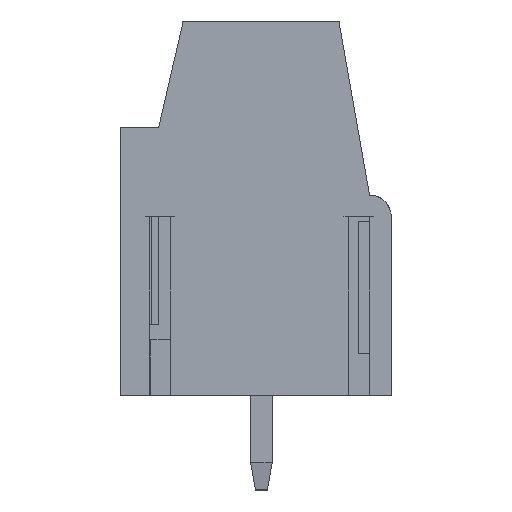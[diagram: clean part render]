
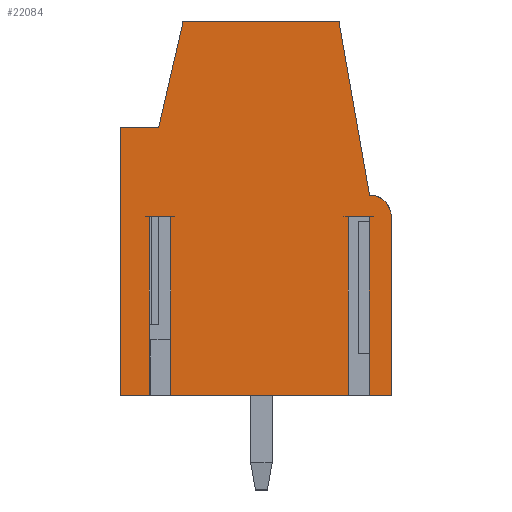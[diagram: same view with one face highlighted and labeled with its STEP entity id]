
A CAD part, left-side view. The second image highlights one B-rep face of the part: STEP entity #22084.
In plain terms, the highlighted planar face has unit normal (-1, 0, 0).
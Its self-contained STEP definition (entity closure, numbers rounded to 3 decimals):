
#22021=AXIS2_PLACEMENT_3D('Plane Axis2P3D',#22018,#22019,#22020) ;
#20996=CARTESIAN_POINT('Vertex',(0.,0.,3.5)) ;
#20999=CARTESIAN_POINT('Line Origine',(0.,0.405,3.5)) ;
#21003=CARTESIAN_POINT('Vertex',(0.,0.81,3.5)) ;
#21024=CARTESIAN_POINT('Vertex',(0.,1.59,3.5)) ;
#21027=CARTESIAN_POINT('Line Origine',(0.,4.875,3.5)) ;
#21031=CARTESIAN_POINT('Vertex',(0.,8.16,3.5)) ;
#21052=CARTESIAN_POINT('Vertex',(0.,8.94,3.5)) ;
#21055=CARTESIAN_POINT('Line Origine',(0.,9.47,3.5)) ;
#21059=CARTESIAN_POINT('Vertex',(0.,10.,3.5)) ;
#21503=CARTESIAN_POINT('Line Origine',(0.,10.,8.45)) ;
#21507=CARTESIAN_POINT('Vertex',(0.,10.,13.4)) ;
#21654=CARTESIAN_POINT('Vertex',(0.,8.6,13.4)) ;
#21657=CARTESIAN_POINT('Line Origine',(0.,8.15,15.35)) ;
#21661=CARTESIAN_POINT('Vertex',(0.,7.7,17.3)) ;
#21692=CARTESIAN_POINT('Line Origine',(0.,4.814,17.3)) ;
#21696=CARTESIAN_POINT('Vertex',(0.,1.928,17.3)) ;
#21759=CARTESIAN_POINT('Line Origine',(0.,1.364,14.1)) ;
#21763=CARTESIAN_POINT('Vertex',(0.,0.8,10.9)) ;
#21791=CARTESIAN_POINT('Control Point',(0.,0.,10.1)) ;
#21792=CARTESIAN_POINT('Control Point',(0.,0.,10.414)) ;
#21793=CARTESIAN_POINT('Control Point',(0.,0.168,10.732)) ;
#21794=CARTESIAN_POINT('Control Point',(0.,0.486,10.9)) ;
#21795=CARTESIAN_POINT('Control Point',(0.,0.8,10.9)) ;
#21796=CARTESIAN_POINT('Vertex',(0.,0.,10.1)) ;
#21825=CARTESIAN_POINT('Line Origine',(0.,0.,6.8)) ;
#22018=CARTESIAN_POINT('Axis2P3D Location',(0.,10.,0.3)) ;
#22023=CARTESIAN_POINT('Line Origine',(0.,1.59,6.8)) ;
#22027=CARTESIAN_POINT('Vertex',(0.,1.59,10.1)) ;
#22030=CARTESIAN_POINT('Line Origine',(0.,1.2,10.1)) ;
#22034=CARTESIAN_POINT('Vertex',(0.,0.81,10.1)) ;
#22037=CARTESIAN_POINT('Line Origine',(0.,0.81,6.8)) ;
#22042=CARTESIAN_POINT('Line Origine',(0.,9.3,13.4)) ;
#22047=CARTESIAN_POINT('Line Origine',(0.,8.94,6.8)) ;
#22051=CARTESIAN_POINT('Vertex',(0.,8.94,10.1)) ;
#22054=CARTESIAN_POINT('Line Origine',(0.,8.55,10.1)) ;
#22058=CARTESIAN_POINT('Vertex',(0.,8.16,10.1)) ;
#22061=CARTESIAN_POINT('Line Origine',(0.,8.16,6.8)) ;
#21000=DIRECTION('Vector Direction',(0.,-1.,0.)) ;
#21028=DIRECTION('Vector Direction',(0.,-1.,0.)) ;
#21056=DIRECTION('Vector Direction',(0.,-1.,0.)) ;
#21504=DIRECTION('Vector Direction',(0.,0.,-1.)) ;
#21658=DIRECTION('Vector Direction',(0.,0.225,-0.974)) ;
#21693=DIRECTION('Vector Direction',(0.,1.,0.)) ;
#21760=DIRECTION('Vector Direction',(0.,0.174,0.985)) ;
#21826=DIRECTION('Vector Direction',(0.,0.,1.)) ;
#22019=DIRECTION('Axis2P3D Direction',(-1.,0.,0.)) ;
#22020=DIRECTION('Axis2P3D XDirection',(0.,1.,0.)) ;
#22024=DIRECTION('Vector Direction',(0.,0.,1.)) ;
#22031=DIRECTION('Vector Direction',(0.,1.,0.)) ;
#22038=DIRECTION('Vector Direction',(0.,0.,1.)) ;
#22043=DIRECTION('Vector Direction',(0.,1.,0.)) ;
#22048=DIRECTION('Vector Direction',(0.,0.,1.)) ;
#22055=DIRECTION('Vector Direction',(0.,1.,0.)) ;
#22062=DIRECTION('Vector Direction',(0.,0.,1.)) ;
#21001=VECTOR('Line Direction',#21000,1.) ;
#21029=VECTOR('Line Direction',#21028,1.) ;
#21057=VECTOR('Line Direction',#21056,1.) ;
#21505=VECTOR('Line Direction',#21504,1.) ;
#21659=VECTOR('Line Direction',#21658,1.) ;
#21694=VECTOR('Line Direction',#21693,1.) ;
#21761=VECTOR('Line Direction',#21760,1.) ;
#21827=VECTOR('Line Direction',#21826,1.) ;
#22025=VECTOR('Line Direction',#22024,1.) ;
#22032=VECTOR('Line Direction',#22031,1.) ;
#22039=VECTOR('Line Direction',#22038,1.) ;
#22044=VECTOR('Line Direction',#22043,1.) ;
#22049=VECTOR('Line Direction',#22048,1.) ;
#22056=VECTOR('Line Direction',#22055,1.) ;
#22063=VECTOR('Line Direction',#22062,1.) ;
#22067=ORIENTED_EDGE('',*,*,#21033,.T.) ;
#22068=ORIENTED_EDGE('',*,*,#22029,.T.) ;
#22069=ORIENTED_EDGE('',*,*,#22036,.F.) ;
#22070=ORIENTED_EDGE('',*,*,#22041,.F.) ;
#22071=ORIENTED_EDGE('',*,*,#21005,.T.) ;
#22072=ORIENTED_EDGE('',*,*,#21829,.T.) ;
#22073=ORIENTED_EDGE('',*,*,#21798,.T.) ;
#22074=ORIENTED_EDGE('',*,*,#21765,.T.) ;
#22075=ORIENTED_EDGE('',*,*,#21698,.T.) ;
#22076=ORIENTED_EDGE('',*,*,#21663,.T.) ;
#22077=ORIENTED_EDGE('',*,*,#22046,.T.) ;
#22078=ORIENTED_EDGE('',*,*,#21509,.T.) ;
#22079=ORIENTED_EDGE('',*,*,#21061,.T.) ;
#22080=ORIENTED_EDGE('',*,*,#22053,.T.) ;
#22081=ORIENTED_EDGE('',*,*,#22060,.F.) ;
#22082=ORIENTED_EDGE('',*,*,#22065,.F.) ;
#22084=ADVANCED_FACE('HOUSING',(#22083),#22022,.T.) ;
#21790=B_SPLINE_CURVE_WITH_KNOTS('',4,(#21791,#21792,#21793,#21794,#21795),.UNSPECIFIED.,.F.,.U.,(5,5),(-0.628,0.628),.UNSPECIFIED.) ;
#21005=EDGE_CURVE('',#21004,#20997,#21002,.T.) ;
#21033=EDGE_CURVE('',#21032,#21025,#21030,.T.) ;
#21061=EDGE_CURVE('',#21060,#21053,#21058,.T.) ;
#21509=EDGE_CURVE('',#21508,#21060,#21506,.T.) ;
#21663=EDGE_CURVE('',#21662,#21655,#21660,.T.) ;
#21698=EDGE_CURVE('',#21697,#21662,#21695,.T.) ;
#21765=EDGE_CURVE('',#21764,#21697,#21762,.T.) ;
#21798=EDGE_CURVE('',#21797,#21764,#21790,.T.) ;
#21829=EDGE_CURVE('',#20997,#21797,#21828,.T.) ;
#22029=EDGE_CURVE('',#21025,#22028,#22026,.T.) ;
#22036=EDGE_CURVE('',#22035,#22028,#22033,.T.) ;
#22041=EDGE_CURVE('',#21004,#22035,#22040,.T.) ;
#22046=EDGE_CURVE('',#21655,#21508,#22045,.T.) ;
#22053=EDGE_CURVE('',#21053,#22052,#22050,.T.) ;
#22060=EDGE_CURVE('',#22059,#22052,#22057,.T.) ;
#22065=EDGE_CURVE('',#21032,#22059,#22064,.T.) ;
#22066=EDGE_LOOP('',(#22067,#22068,#22069,#22070,#22071,#22072,#22073,#22074,#22075,#22076,#22077,#22078,#22079,#22080,#22081,#22082)) ;
#22083=FACE_OUTER_BOUND('',#22066,.T.) ;
#21002=LINE('Line',#20999,#21001) ;
#21030=LINE('Line',#21027,#21029) ;
#21058=LINE('Line',#21055,#21057) ;
#21506=LINE('Line',#21503,#21505) ;
#21660=LINE('Line',#21657,#21659) ;
#21695=LINE('Line',#21692,#21694) ;
#21762=LINE('Line',#21759,#21761) ;
#21828=LINE('Line',#21825,#21827) ;
#22026=LINE('Line',#22023,#22025) ;
#22033=LINE('Line',#22030,#22032) ;
#22040=LINE('Line',#22037,#22039) ;
#22045=LINE('Line',#22042,#22044) ;
#22050=LINE('Line',#22047,#22049) ;
#22057=LINE('Line',#22054,#22056) ;
#22064=LINE('Line',#22061,#22063) ;
#22022=PLANE('',#22021) ;
#20997=VERTEX_POINT('',#20996) ;
#21004=VERTEX_POINT('',#21003) ;
#21025=VERTEX_POINT('',#21024) ;
#21032=VERTEX_POINT('',#21031) ;
#21053=VERTEX_POINT('',#21052) ;
#21060=VERTEX_POINT('',#21059) ;
#21508=VERTEX_POINT('',#21507) ;
#21655=VERTEX_POINT('',#21654) ;
#21662=VERTEX_POINT('',#21661) ;
#21697=VERTEX_POINT('',#21696) ;
#21764=VERTEX_POINT('',#21763) ;
#21797=VERTEX_POINT('',#21796) ;
#22028=VERTEX_POINT('',#22027) ;
#22035=VERTEX_POINT('',#22034) ;
#22052=VERTEX_POINT('',#22051) ;
#22059=VERTEX_POINT('',#22058) ;
